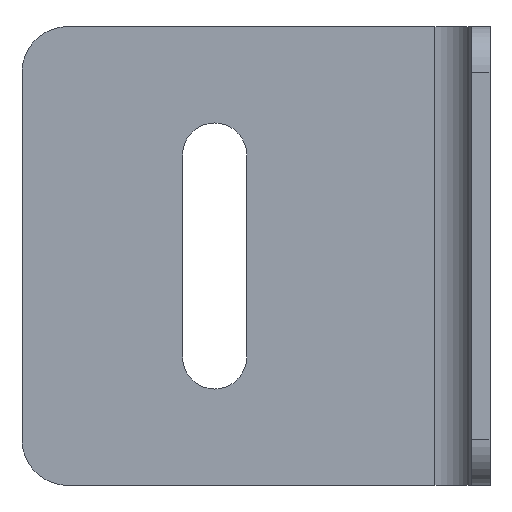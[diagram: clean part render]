
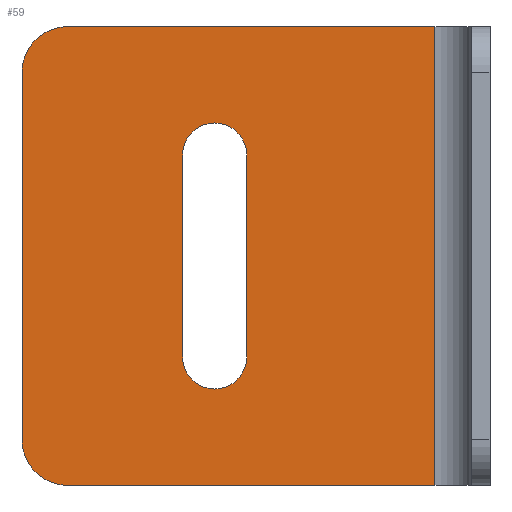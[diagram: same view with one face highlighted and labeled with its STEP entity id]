
A CAD part, left-side view. The second image highlights one B-rep face of the part: STEP entity #59.
In plain terms, the highlighted planar face has unit normal (-1, 0, 0).
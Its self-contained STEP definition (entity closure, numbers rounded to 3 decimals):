
#48=FACE_BOUND('',#113,.T.);
#49=FACE_BOUND('',#114,.T.);
#59=ADVANCED_FACE('',(#48,#49),#80,.F.);
#80=PLANE('',#474);
#113=EDGE_LOOP('',(#198,#199,#200,#201));
#114=EDGE_LOOP('',(#202,#203,#204,#205,#206,#207));
#142=CIRCLE('',#470,3.5);
#143=CIRCLE('',#471,3.5);
#144=CIRCLE('',#472,5.);
#145=CIRCLE('',#473,5.);
#198=ORIENTED_EDGE('',*,*,#348,.T.);
#199=ORIENTED_EDGE('',*,*,#349,.T.);
#200=ORIENTED_EDGE('',*,*,#350,.T.);
#201=ORIENTED_EDGE('',*,*,#351,.T.);
#202=ORIENTED_EDGE('',*,*,#332,.F.);
#203=ORIENTED_EDGE('',*,*,#352,.T.);
#204=ORIENTED_EDGE('',*,*,#326,.F.);
#205=ORIENTED_EDGE('',*,*,#353,.T.);
#206=ORIENTED_EDGE('',*,*,#316,.T.);
#207=ORIENTED_EDGE('',*,*,#354,.T.);
#276=VERTEX_POINT('',#632);
#277=VERTEX_POINT('',#634);
#286=VERTEX_POINT('',#654);
#287=VERTEX_POINT('',#656);
#292=VERTEX_POINT('',#667);
#293=VERTEX_POINT('',#669);
#302=VERTEX_POINT('',#698);
#303=VERTEX_POINT('',#699);
#304=VERTEX_POINT('',#701);
#305=VERTEX_POINT('',#703);
#316=EDGE_CURVE('',#277,#276,#375,.T.);
#326=EDGE_CURVE('',#286,#287,#383,.T.);
#332=EDGE_CURVE('',#292,#293,#388,.T.);
#348=EDGE_CURVE('',#302,#303,#142,.T.);
#349=EDGE_CURVE('',#303,#304,#396,.T.);
#350=EDGE_CURVE('',#304,#305,#143,.T.);
#351=EDGE_CURVE('',#305,#302,#397,.T.);
#352=EDGE_CURVE('',#292,#287,#144,.T.);
#353=EDGE_CURVE('',#286,#277,#398,.T.);
#354=EDGE_CURVE('',#276,#293,#145,.T.);
#375=LINE('',#633,#415);
#383=LINE('',#655,#423);
#388=LINE('',#668,#428);
#396=LINE('',#700,#436);
#397=LINE('',#704,#437);
#398=LINE('',#706,#438);
#415=VECTOR('',#502,1.);
#423=VECTOR('',#518,1.);
#428=VECTOR('',#527,1.);
#436=VECTOR('',#561,1.);
#437=VECTOR('',#564,1.);
#438=VECTOR('',#567,1.);
#470=AXIS2_PLACEMENT_3D('',#697,#559,#560);
#471=AXIS2_PLACEMENT_3D('',#702,#562,#563);
#472=AXIS2_PLACEMENT_3D('',#705,#565,#566);
#473=AXIS2_PLACEMENT_3D('',#707,#568,#569);
#474=AXIS2_PLACEMENT_3D('',#708,#570,#571);
#502=DIRECTION('',(0.,1.,0.));
#518=DIRECTION('',(0.,1.,0.));
#527=DIRECTION('',(0.,0.,1.));
#559=DIRECTION('',(1.,0.,0.));
#560=DIRECTION('',(0.,1.,0.));
#561=DIRECTION('',(0.,0.,-1.));
#562=DIRECTION('',(1.,0.,0.));
#563=DIRECTION('',(0.,1.,0.));
#564=DIRECTION('',(0.,0.,1.));
#565=DIRECTION('',(-1.,0.,0.));
#566=DIRECTION('',(0.,1.,0.));
#567=DIRECTION('',(0.,0.,1.));
#568=DIRECTION('',(-1.,0.,0.));
#569=DIRECTION('',(0.,1.,0.));
#570=DIRECTION('',(1.,0.,0.));
#571=DIRECTION('',(0.,1.,0.));
#632=CARTESIAN_POINT('',(-1537.04,955.695,2931.));
#633=CARTESIAN_POINT('',(-1537.04,955.695,2931.));
#634=CARTESIAN_POINT('',(-1537.04,915.695,2931.));
#654=CARTESIAN_POINT('',(-1537.04,915.695,2881.));
#655=CARTESIAN_POINT('',(-1537.04,955.695,2881.));
#656=CARTESIAN_POINT('',(-1537.04,955.695,2881.));
#667=CARTESIAN_POINT('',(-1537.04,960.695,2886.));
#668=CARTESIAN_POINT('',(-1537.04,960.695,2931.));
#669=CARTESIAN_POINT('',(-1537.04,960.695,2926.));
#697=CARTESIAN_POINT('',(-1537.04,939.695,2917.));
#698=CARTESIAN_POINT('',(-1537.04,943.195,2917.));
#699=CARTESIAN_POINT('',(-1537.04,936.195,2917.));
#700=CARTESIAN_POINT('',(-1537.04,936.195,2931.));
#701=CARTESIAN_POINT('',(-1537.04,936.195,2895.));
#702=CARTESIAN_POINT('',(-1537.04,939.695,2895.));
#703=CARTESIAN_POINT('',(-1537.04,943.195,2895.));
#704=CARTESIAN_POINT('',(-1537.04,943.195,2931.));
#705=CARTESIAN_POINT('',(-1537.04,955.695,2886.));
#706=CARTESIAN_POINT('',(-1537.04,915.695,2931.));
#707=CARTESIAN_POINT('',(-1537.04,955.695,2926.));
#708=CARTESIAN_POINT('',(-1537.04,955.695,2931.));
